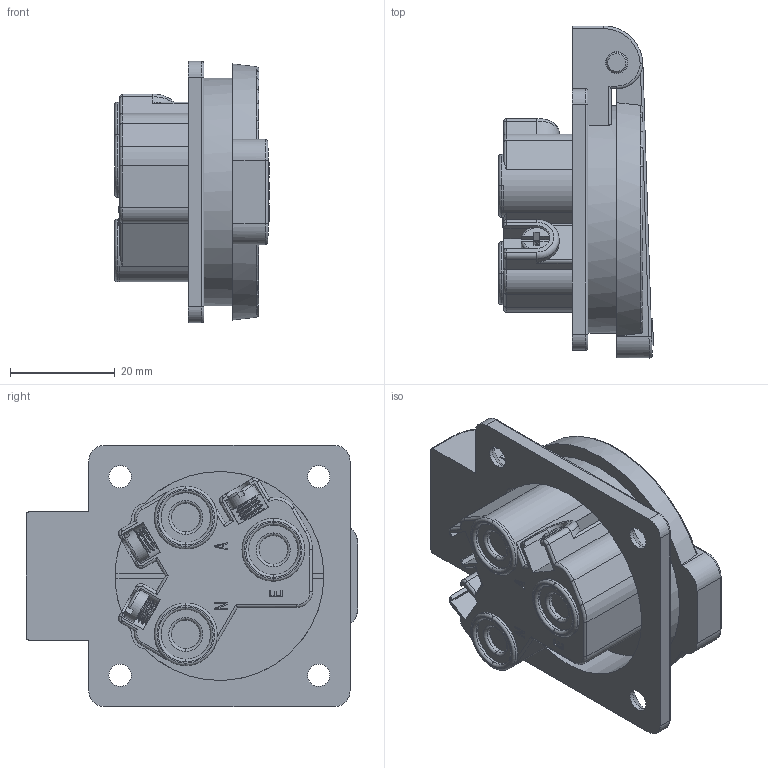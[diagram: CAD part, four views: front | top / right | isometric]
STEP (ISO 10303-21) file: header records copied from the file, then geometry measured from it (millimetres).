
FILE_DESCRIPTION (( 'STEP AP203' ), '1' );
FILE_NAME ('1037-0s.STEP', '2022-06-14T07:17:10', ( '' ), ( '' ), 'SwSTEP 2.0', 'SolidWorks 2021', '' );
FILE_SCHEMA (( 'CONFIG_CONTROL_DESIGN' ));
Length unit declared in the file: millimetre
Products named in the file (1): 1037-0s
Bounding box: 29.62 x 63.5 x 50 mm (x, y, z)
Volume: 35454.7 mm3; surface area: 15572.6 mm2
Topology: 1 solids, 3 shells, 468 faces, 1227 edges, 781 vertices
Faces by surface type: plane 254, cylinder 133, torus 54, cone 14, bspline 13
Full cylindrical faces by diameter (mm): 4.2 x1, 4.806 x2, 6 x3, 43.6 x1
Entity records: 19670 total; most frequent: CARTESIAN_POINT 8141, ORIENTED_EDGE 2430, DIRECTION 2340, EDGE_CURVE 1215, AXIS2_PLACEMENT_3D 801, VERTEX_POINT 776, LINE 738, VECTOR 738
